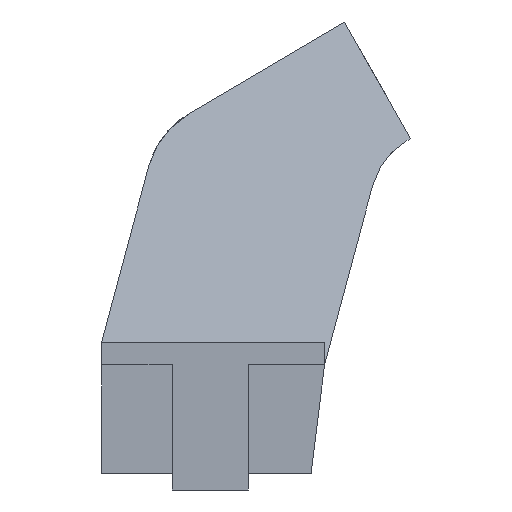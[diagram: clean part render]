
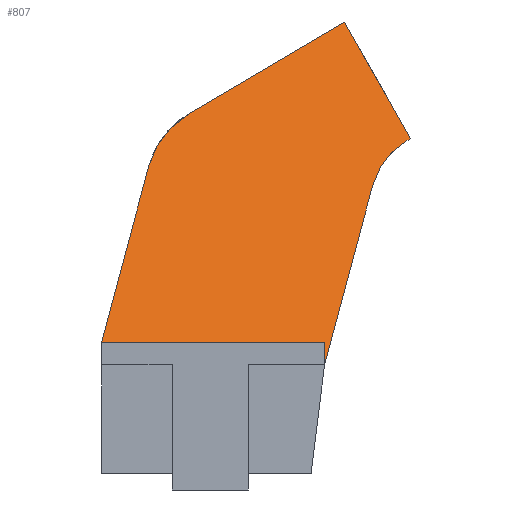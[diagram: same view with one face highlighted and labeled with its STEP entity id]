
A CAD part, left-side view. The second image highlights one B-rep face of the part: STEP entity #807.
In plain terms, the highlighted planar face has unit normal (-0.498, -0.24, 0.833).
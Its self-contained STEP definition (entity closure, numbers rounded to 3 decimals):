
#51=FACE_OUTER_BOUND('',#93,.T.);
#93=EDGE_LOOP('',(#615,#616,#617,#618,#619,#620,#621,#622,#623));
#160=LINE('',#1196,#263);
#164=LINE('',#1204,#267);
#177=LINE('',#1235,#280);
#178=LINE('',#1239,#281);
#179=LINE('',#1241,#282);
#180=LINE('',#1243,#283);
#181=LINE('',#1246,#284);
#263=VECTOR('',#974,10.);
#267=VECTOR('',#980,10.);
#280=VECTOR('',#1001,10.);
#281=VECTOR('',#1004,10.);
#282=VECTOR('',#1005,10.);
#283=VECTOR('',#1006,10.);
#284=VECTOR('',#1009,10.);
#333=ELLIPSE('',#870,5.52,2.75);
#334=ELLIPSE('',#871,6.523,3.25);
#361=VERTEX_POINT('',#1194);
#362=VERTEX_POINT('',#1195);
#365=VERTEX_POINT('',#1203);
#379=VERTEX_POINT('',#1234);
#380=VERTEX_POINT('',#1236);
#381=VERTEX_POINT('',#1238);
#382=VERTEX_POINT('',#1240);
#383=VERTEX_POINT('',#1242);
#384=VERTEX_POINT('',#1244);
#449=EDGE_CURVE('',#361,#362,#160,.T.);
#453=EDGE_CURVE('',#362,#365,#164,.T.);
#468=EDGE_CURVE('',#361,#379,#177,.T.);
#469=EDGE_CURVE('',#379,#380,#333,.T.);
#470=EDGE_CURVE('',#380,#381,#178,.T.);
#471=EDGE_CURVE('',#381,#382,#179,.T.);
#472=EDGE_CURVE('',#382,#383,#180,.T.);
#473=EDGE_CURVE('',#383,#384,#334,.T.);
#474=EDGE_CURVE('',#384,#365,#181,.T.);
#615=ORIENTED_EDGE('',*,*,#449,.F.);
#616=ORIENTED_EDGE('',*,*,#468,.T.);
#617=ORIENTED_EDGE('',*,*,#469,.T.);
#618=ORIENTED_EDGE('',*,*,#470,.T.);
#619=ORIENTED_EDGE('',*,*,#471,.T.);
#620=ORIENTED_EDGE('',*,*,#472,.T.);
#621=ORIENTED_EDGE('',*,*,#473,.T.);
#622=ORIENTED_EDGE('',*,*,#474,.T.);
#623=ORIENTED_EDGE('',*,*,#453,.F.);
#769=PLANE('',#869);
#807=ADVANCED_FACE('',(#51),#769,.F.);
#869=AXIS2_PLACEMENT_3D('',#1233,#999,#1000);
#870=AXIS2_PLACEMENT_3D('',#1237,#1002,#1003);
#871=AXIS2_PLACEMENT_3D('',#1245,#1007,#1008);
#974=DIRECTION('',(0.858,0.,0.513));
#980=DIRECTION('',(-0.434,0.901,0.));
#999=DIRECTION('center_axis',(0.498,0.24,-0.833));
#1000=DIRECTION('ref_axis',(-0.434,0.901,0.));
#1001=DIRECTION('',(0.867,-0.129,0.481));
#1002=DIRECTION('center_axis',(0.498,0.24,-0.833));
#1003=DIRECTION('ref_axis',(-0.867,0.138,-0.479));
#1004=DIRECTION('',(0.784,-0.535,0.315));
#1005=DIRECTION('',(0.773,0.312,0.552));
#1006=DIRECTION('',(-0.784,0.535,-0.315));
#1007=DIRECTION('center_axis',(-0.498,-0.24,0.833));
#1008=DIRECTION('ref_axis',(-0.867,0.138,-0.479));
#1009=DIRECTION('',(-0.867,0.129,-0.481));
#1194=CARTESIAN_POINT('',(-37.422,-2.8,4.6));
#1195=CARTESIAN_POINT('',(-36.05,-2.8,5.421));
#1196=CARTESIAN_POINT('',(-19.46,-2.8,15.341));
#1203=CARTESIAN_POINT('',(-40.,5.4,5.421));
#1204=CARTESIAN_POINT('',(-34.36,-6.31,5.421));
#1233=CARTESIAN_POINT('Origin',(-29.868,0.693,10.124));
#1234=CARTESIAN_POINT('',(-25.574,-4.562,11.177));
#1235=CARTESIAN_POINT('',(-18.089,-5.676,15.333));
#1236=CARTESIAN_POINT('',(-22.195,-5.823,12.835));
#1237=CARTESIAN_POINT('Origin',(-25.485,-7.219,10.466));
#1238=CARTESIAN_POINT('',(-22.,-5.956,12.913));
#1239=CARTESIAN_POINT('',(-19.393,-7.734,13.961));
#1240=CARTESIAN_POINT('',(-16.,-3.531,17.2));
#1241=CARTESIAN_POINT('',(-16.363,-3.678,16.941));
#1242=CARTESIAN_POINT('',(-24.377,2.18,13.836));
#1243=CARTESIAN_POINT('',(-18.716,-1.679,16.109));
#1244=CARTESIAN_POINT('',(-28.37,3.67,11.877));
#1245=CARTESIAN_POINT('Origin',(-28.265,0.531,11.036));
#1246=CARTESIAN_POINT('',(-19.913,2.412,16.572));
